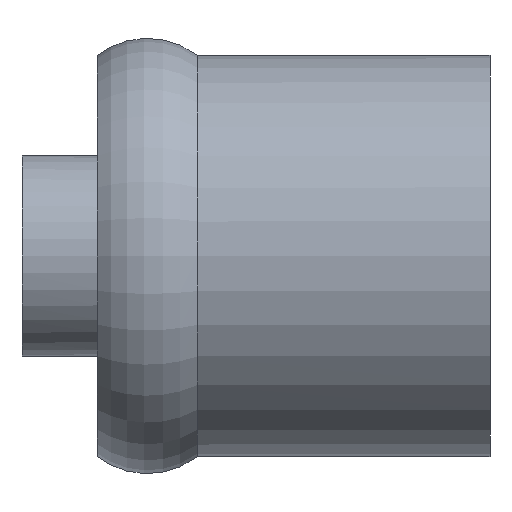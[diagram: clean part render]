
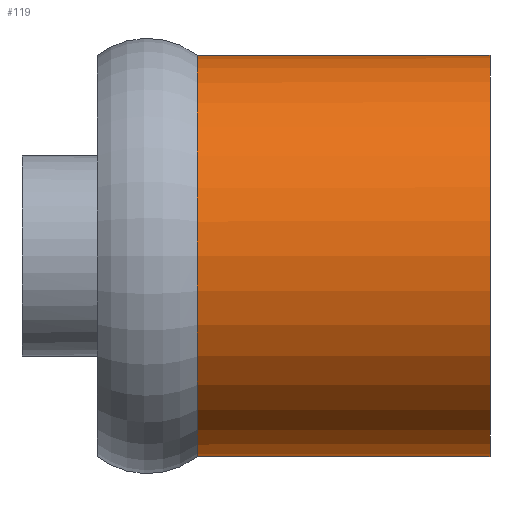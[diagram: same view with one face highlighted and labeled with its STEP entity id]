
A CAD part, left-side view. The second image highlights one B-rep face of the part: STEP entity #119.
In plain terms, the highlighted cylindrical face has radius 24 mm (diameter 48 mm), a full revolution.
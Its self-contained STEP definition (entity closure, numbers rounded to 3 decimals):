
#102=CYLINDRICAL_SURFACE('',#463,24.);
#119=ADVANCED_FACE('',(#175,#176),#102,.T.);
#166=CIRCLE('',#458,24.);
#167=CIRCLE('',#460,24.);
#168=CIRCLE('',#461,24.);
#169=CIRCLE('',#462,24.);
#175=FACE_BOUND('',#192,.T.);
#176=FACE_BOUND('',#193,.T.);
#192=EDGE_LOOP('',(#257,#258,#259));
#193=EDGE_LOOP('',(#260));
#257=ORIENTED_EDGE('',*,*,#372,.T.);
#258=ORIENTED_EDGE('',*,*,#373,.T.);
#259=ORIENTED_EDGE('',*,*,#371,.T.);
#260=ORIENTED_EDGE('',*,*,#374,.F.);
#319=VERTEX_POINT('',#620);
#325=VERTEX_POINT('',#634);
#331=VERTEX_POINT('',#663);
#332=VERTEX_POINT('',#666);
#371=EDGE_CURVE('',#319,#325,#166,.T.);
#372=EDGE_CURVE('',#325,#331,#167,.T.);
#373=EDGE_CURVE('',#331,#319,#168,.T.);
#374=EDGE_CURVE('',#332,#332,#169,.T.);
#458=AXIS2_PLACEMENT_3D('',#660,#523,#524);
#460=AXIS2_PLACEMENT_3D('',#662,#527,#528);
#461=AXIS2_PLACEMENT_3D('',#664,#529,#530);
#462=AXIS2_PLACEMENT_3D('',#665,#531,#532);
#463=AXIS2_PLACEMENT_3D('',#667,#533,#534);
#523=DIRECTION('',(0.,-1.,0.));
#524=DIRECTION('',(0.,0.,-1.));
#527=DIRECTION('',(0.,-1.,0.));
#528=DIRECTION('',(0.,0.,-1.));
#529=DIRECTION('',(0.,-1.,0.));
#530=DIRECTION('',(0.,0.,-1.));
#531=DIRECTION('',(0.,-1.,0.));
#532=DIRECTION('',(0.,0.,-1.));
#533=DIRECTION('',(0.,-1.,0.));
#534=DIRECTION('',(0.,0.,-1.));
#620=CARTESIAN_POINT('',(165.852,98.25,18.448));
#634=CARTESIAN_POINT('',(165.852,98.25,-18.448));
#660=CARTESIAN_POINT('',(150.5,98.25,0.));
#662=CARTESIAN_POINT('',(150.5,98.25,0.));
#663=CARTESIAN_POINT('',(174.5,98.25,0.));
#664=CARTESIAN_POINT('',(150.5,98.25,0.));
#665=CARTESIAN_POINT('',(150.5,63.25,0.));
#666=CARTESIAN_POINT('',(150.5,63.25,-24.));
#667=CARTESIAN_POINT('',(150.5,51.25,0.));
